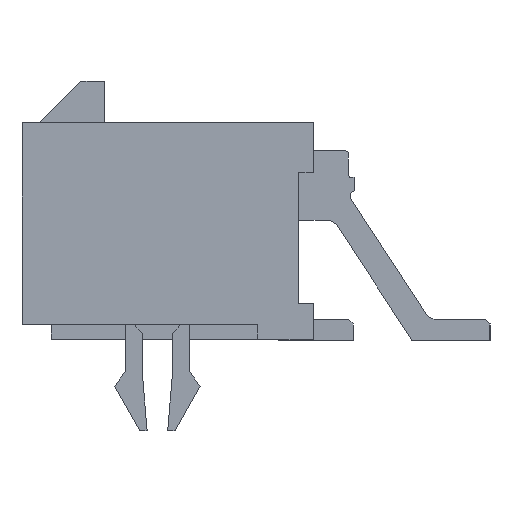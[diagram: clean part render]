
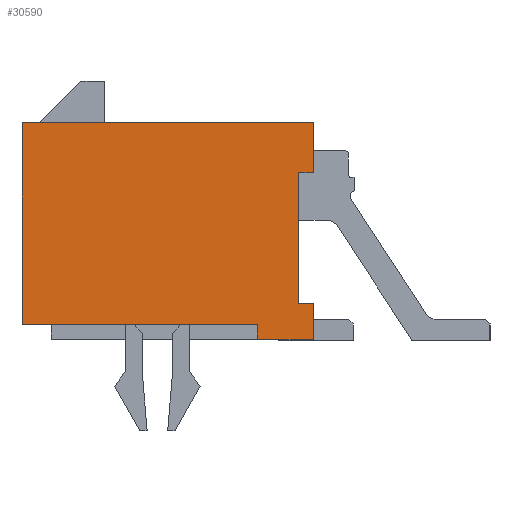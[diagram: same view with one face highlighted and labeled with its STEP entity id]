
A CAD part, left-side view. The second image highlights one B-rep face of the part: STEP entity #30590.
In plain terms, the highlighted face is planar.
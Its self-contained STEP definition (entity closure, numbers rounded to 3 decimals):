
#2075=ORIENTED_EDGE('',*,*,#8227,.T.);
#2076=ORIENTED_EDGE('',*,*,#7573,.F.);
#2077=ORIENTED_EDGE('',*,*,#8228,.T.);
#2078=ORIENTED_EDGE('',*,*,#8225,.T.);
#2079=ORIENTED_EDGE('',*,*,#8229,.T.);
#2080=ORIENTED_EDGE('',*,*,#8230,.T.);
#2081=ORIENTED_EDGE('',*,*,#7509,.F.);
#2082=ORIENTED_EDGE('',*,*,#7504,.T.);
#2083=ORIENTED_EDGE('',*,*,#8231,.T.);
#2084=ORIENTED_EDGE('',*,*,#8213,.F.);
#7504=EDGE_CURVE('',#10753,#10755,#12841,.T.);
#7509=EDGE_CURVE('',#10753,#10758,#12846,.T.);
#7573=EDGE_CURVE('',#10808,#10806,#12910,.T.);
#8213=EDGE_CURVE('',#11248,#11247,#13502,.T.);
#8225=EDGE_CURVE('',#11256,#11255,#13514,.T.);
#8227=EDGE_CURVE('',#11248,#10806,#13516,.T.);
#8228=EDGE_CURVE('',#10808,#11256,#13517,.T.);
#8229=EDGE_CURVE('',#11255,#11257,#13518,.T.);
#8230=EDGE_CURVE('',#11257,#10758,#13519,.T.);
#8231=EDGE_CURVE('',#10755,#11247,#13520,.T.);
#10753=VERTEX_POINT('',#40218);
#10755=VERTEX_POINT('',#40222);
#10758=VERTEX_POINT('',#40232);
#10806=VERTEX_POINT('',#40360);
#10808=VERTEX_POINT('',#40364);
#11247=VERTEX_POINT('',#41597);
#11248=VERTEX_POINT('',#41601);
#11255=VERTEX_POINT('',#41625);
#11256=VERTEX_POINT('',#41627);
#11257=VERTEX_POINT('',#41633);
#12841=LINE('',#40223,#15838);
#12846=LINE('',#40233,#15843);
#12910=LINE('',#40365,#15907);
#13502=LINE('',#41602,#16499);
#13514=LINE('',#41626,#16511);
#13516=LINE('',#41630,#16513);
#13517=LINE('',#41631,#16514);
#13518=LINE('',#41632,#16515);
#13519=LINE('',#41634,#16516);
#13520=LINE('',#41635,#16517);
#15838=VECTOR('',#33785,1000.);
#15843=VECTOR('',#33794,1000.);
#15907=VECTOR('',#33894,1000.);
#16499=VECTOR('',#34896,1000.);
#16511=VECTOR('',#34918,1000.);
#16513=VECTOR('',#34922,1000.);
#16514=VECTOR('',#34923,1000.);
#16515=VECTOR('',#34924,1000.);
#16516=VECTOR('',#34925,1000.);
#16517=VECTOR('',#34926,1000.);
#18531=EDGE_LOOP('',(#2075,#2076,#2077,#2078,#2079,#2080,#2081,#2082,#2083,
#2084));
#19792=FACE_BOUND('',#18531,.T.);
#21030=PLANE('',#31859);
#30590=ADVANCED_FACE('',(#19792),#21030,.T.);
#31859=AXIS2_PLACEMENT_3D('',#41629,#34920,#34921);
#33785=DIRECTION('',(0.,0.,-1.));
#33794=DIRECTION('',(-1.,0.,0.));
#33894=DIRECTION('',(0.,0.,1.));
#34896=DIRECTION('',(0.,0.,-1.));
#34918=DIRECTION('',(0.,0.,1.));
#34920=DIRECTION('',(0.,1.,0.));
#34921=DIRECTION('',(0.,0.,1.));
#34922=DIRECTION('',(-1.,0.,0.));
#34923=DIRECTION('',(-1.,0.,0.));
#34924=DIRECTION('',(1.,0.,0.));
#34925=DIRECTION('',(0.,0.,-1.));
#34926=DIRECTION('',(-1.,0.,0.));
#40218=CARTESIAN_POINT('',(3.93,18.35,-3.05));
#40222=CARTESIAN_POINT('',(3.93,18.35,-4.95));
#40223=CARTESIAN_POINT('',(3.93,18.35,-3.05));
#40232=CARTESIAN_POINT('',(3.43,18.35,-3.05));
#40233=CARTESIAN_POINT('',(3.93,18.35,-3.05));
#40360=CARTESIAN_POINT('',(-1.73,18.35,-4.45));
#40364=CARTESIAN_POINT('',(-1.73,18.35,-4.95));
#40365=CARTESIAN_POINT('',(-1.73,18.35,-4.95));
#41597=CARTESIAN_POINT('',(2.73,18.35,-4.95));
#41601=CARTESIAN_POINT('',(2.73,18.35,-4.45));
#41602=CARTESIAN_POINT('',(2.73,18.35,-4.45));
#41625=CARTESIAN_POINT('',(-3.43,18.35,4.95));
#41626=CARTESIAN_POINT('',(-3.43,18.35,-4.95));
#41627=CARTESIAN_POINT('',(-3.43,18.35,-4.95));
#41629=CARTESIAN_POINT('',(0.,18.35,0.));
#41630=CARTESIAN_POINT('',(-2.73,18.35,-4.45));
#41631=CARTESIAN_POINT('',(3.43,18.35,-4.95));
#41632=CARTESIAN_POINT('',(-3.43,18.35,4.95));
#41633=CARTESIAN_POINT('',(3.43,18.35,4.95));
#41634=CARTESIAN_POINT('',(3.43,18.35,4.95));
#41635=CARTESIAN_POINT('',(3.43,18.35,-4.95));
